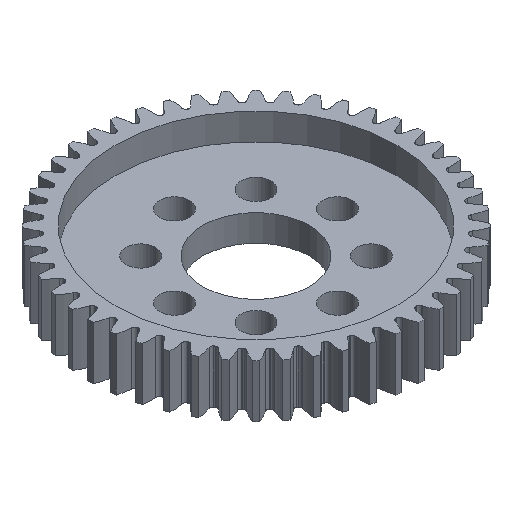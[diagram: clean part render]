
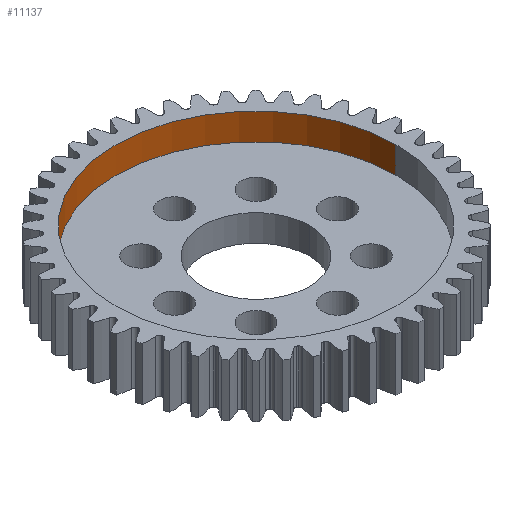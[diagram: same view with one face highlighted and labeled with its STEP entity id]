
A CAD part, isometric view. The second image highlights one B-rep face of the part: STEP entity #11137.
In plain terms, the highlighted cylindrical face has radius 16.788 mm (diameter 33.576 mm), a partial arc.
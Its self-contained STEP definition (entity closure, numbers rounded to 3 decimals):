
#256 = ORIENTED_EDGE ( 'NONE', *, *, #13660, .F. ) ;
#626 = DIRECTION ( 'NONE',  ( 1., 0., 0. ) ) ;
#639 = FACE_OUTER_BOUND ( 'NONE', #15808, .T. ) ;
#1049 = LINE ( 'NONE', #11405, #5599 ) ;
#2006 = CARTESIAN_POINT ( 'NONE',  ( -16.788, 0., 3.175 ) ) ;
#2994 = ORIENTED_EDGE ( 'NONE', *, *, #11308, .T. ) ;
#3152 = CARTESIAN_POINT ( 'NONE',  ( -16.788, 0., 6.35 ) ) ;
#4325 = AXIS2_PLACEMENT_3D ( 'NONE', #16973, #9313, #12197 ) ;
#5044 = CARTESIAN_POINT ( 'NONE',  ( 16.788, 0., 6.35 ) ) ;
#5337 = DIRECTION ( 'NONE',  ( 0., 0., 1. ) ) ;
#5435 = AXIS2_PLACEMENT_3D ( 'NONE', #7115, #13140, #10643 ) ;
#5599 = VECTOR ( 'NONE', #5337, 1000. ) ;
#6408 = CARTESIAN_POINT ( 'NONE',  ( 16.788, 0., 3.175 ) ) ;
#6930 = VERTEX_POINT ( 'NONE', #6408 ) ;
#7063 = VERTEX_POINT ( 'NONE', #2006 ) ;
#7115 = CARTESIAN_POINT ( 'NONE',  ( 0., 0., 3.175 ) ) ;
#7261 = CIRCLE ( 'NONE', #14547, 16.788 ) ;
#7331 = CYLINDRICAL_SURFACE ( 'NONE', #5435, 16.788 ) ;
#9313 = DIRECTION ( 'NONE',  ( 0., 0., 1. ) ) ;
#10643 = DIRECTION ( 'NONE',  ( 1., 0., 0. ) ) ;
#11137 = ADVANCED_FACE ( 'NONE', ( #639 ), #7331, .F. ) ;
#11308 = EDGE_CURVE ( 'NONE', #6930, #19809, #18114, .T. ) ;
#11405 = CARTESIAN_POINT ( 'NONE',  ( -16.788, 0., 3.175 ) ) ;
#11428 = CARTESIAN_POINT ( 'NONE',  ( 0., 0., 3.175 ) ) ;
#11849 = ORIENTED_EDGE ( 'NONE', *, *, #19367, .F. ) ;
#12139 = VERTEX_POINT ( 'NONE', #3152 ) ;
#12197 = DIRECTION ( 'NONE',  ( 1., 0., 0. ) ) ;
#12818 = VECTOR ( 'NONE', #15276, 1000. ) ;
#13140 = DIRECTION ( 'NONE',  ( 0., 0., 1. ) ) ;
#13200 = ORIENTED_EDGE ( 'NONE', *, *, #17882, .T. ) ;
#13660 = EDGE_CURVE ( 'NONE', #6930, #7063, #7261, .T. ) ;
#14547 = AXIS2_PLACEMENT_3D ( 'NONE', #11428, #19055, #626 ) ;
#15276 = DIRECTION ( 'NONE',  ( 0., 0., 1. ) ) ;
#15808 = EDGE_LOOP ( 'NONE', ( #11849, #256, #2994, #13200 ) ) ;
#16956 = CARTESIAN_POINT ( 'NONE',  ( 16.788, 0., 3.175 ) ) ;
#16973 = CARTESIAN_POINT ( 'NONE',  ( 0., 0., 6.35 ) ) ;
#17882 = EDGE_CURVE ( 'NONE', #19809, #12139, #18822, .T. ) ;
#18114 = LINE ( 'NONE', #16956, #12818 ) ;
#18822 = CIRCLE ( 'NONE', #4325, 16.788 ) ;
#19055 = DIRECTION ( 'NONE',  ( 0., 0., 1. ) ) ;
#19367 = EDGE_CURVE ( 'NONE', #7063, #12139, #1049, .T. ) ;
#19809 = VERTEX_POINT ( 'NONE', #5044 ) ;
